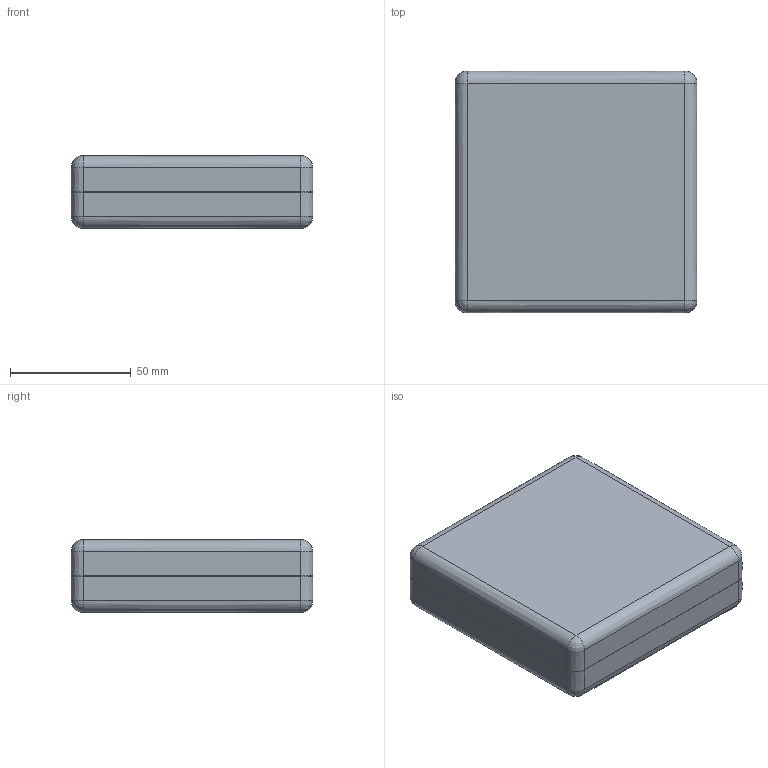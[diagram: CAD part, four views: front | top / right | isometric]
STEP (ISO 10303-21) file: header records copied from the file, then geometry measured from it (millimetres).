
FILE_DESCRIPTION(/* description */ (''),/* implementation_level */ '2;1');
FILE_NAME(/* name */ 'housing',/* time_stamp */ '2023-07-13T00:05:41+02:00',/* author */ (''),/* organization */ (''),/* preprocessor_version */ 'ST-DEVELOPER v15',/* originating_system */ '',/* authorisation */ '');
FILE_SCHEMA (('AUTOMOTIVE_DESIGN'));
Length unit declared in the file: millimetre
Products named in the file (1): Document
Bounding box: 100 x 100 x 30 mm (x, y, z)
Volume: 57186.6 mm3; surface area: 58743.9 mm2
Topology: 2 solids, 2 shells, 70 faces, 160 edges, 80 vertices
Faces by surface type: bspline 68, plane 2
Entity records: 4188 total; most frequent: CARTESIAN_POINT 3390, ORIENTED_EDGE 288, EDGE_CURVE 144, VERTEX_POINT 80, EDGE_LOOP 72, ADVANCED_FACE 70, FACE_OUTER_BOUND 70, B_SPLINE_CURVE_WITH_KNOTS 38
